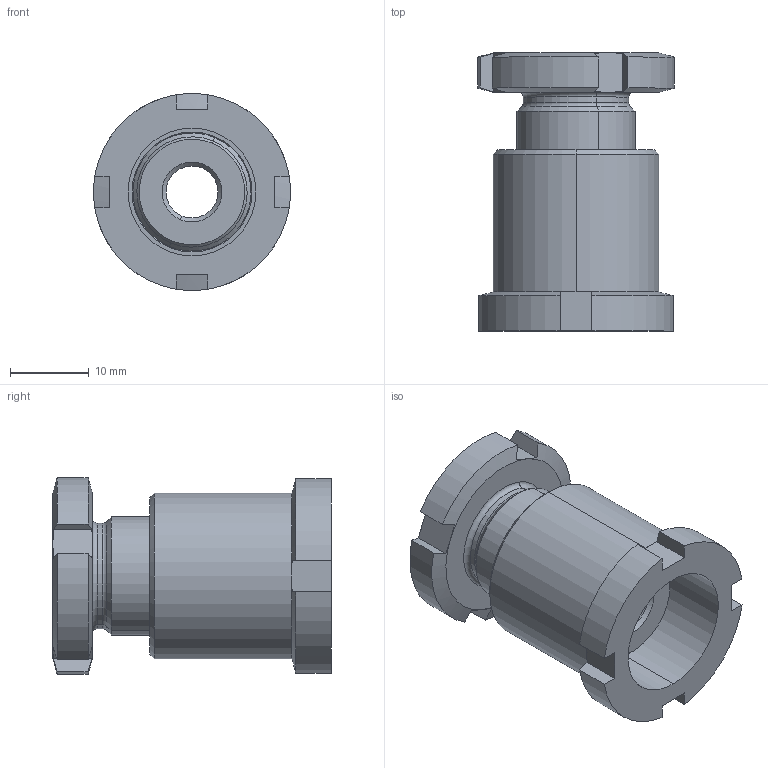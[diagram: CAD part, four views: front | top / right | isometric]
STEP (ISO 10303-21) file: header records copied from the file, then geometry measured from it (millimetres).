
FILE_DESCRIPTION (( 'STEP AP214' ), '1' );
FILE_NAME ('HVS 15-6.6 0 A1.STEP', '2015-08-18T14:37:10', ( '' ), ( '' ), 'SwSTEP 2.0', 'SolidWorks 2015', '' );
FILE_SCHEMA (( 'AUTOMOTIVE_DESIGN' ));
Length unit declared in the file: millimetre
Products named in the file (3): HVS 15 2-0 A1; HVS 15-6.6 1-0 A1; HVS 15-6.6 0 A1
Assembly tree (2 placements, depth 2):
  HVS 15-6.6 0 A1
    HVS 15 2-0 A1
    HVS 15-6.6 1-0 A1
Bounding box: 24.92 x 35.28 x 24.92 mm (x, y, z)
Volume: 9182.1 mm3; surface area: 6218.4 mm2
Topology: 2 solids, 2 shells, 90 faces, 208 edges, 124 vertices
Faces by surface type: cone 30, plane 30, cylinder 22, torus 8
Entity records: 2770 total; most frequent: CARTESIAN_POINT 607, DIRECTION 434, ORIENTED_EDGE 416, EDGE_CURVE 208, AXIS2_PLACEMENT_3D 179, VERTEX_POINT 124, EDGE_LOOP 96, ADVANCED_FACE 90
